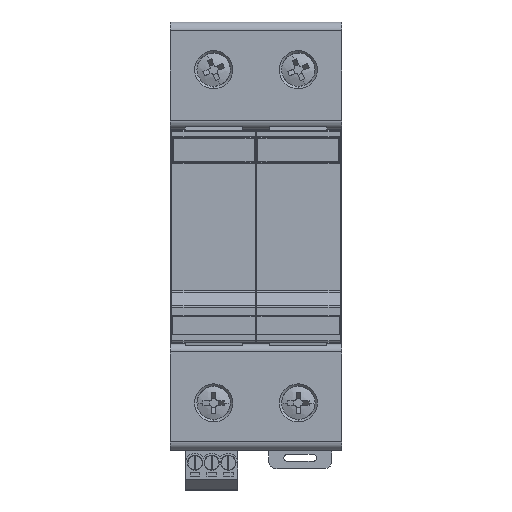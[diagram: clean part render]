
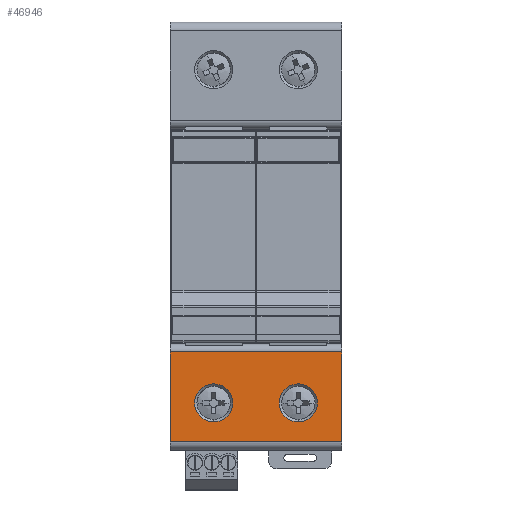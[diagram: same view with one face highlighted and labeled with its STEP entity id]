
A CAD part, top view. The second image highlights one B-rep face of the part: STEP entity #46946.
In plain terms, the highlighted planar face has unit normal (0, 0, 1).
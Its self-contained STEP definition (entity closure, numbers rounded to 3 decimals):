
#2003 = ORIENTED_EDGE ( 'NONE', *, *, #29638, .T. ) ;
#2730 = VECTOR ( 'NONE', #20898, 1000. ) ;
#2850 = DIRECTION ( 'NONE',  ( 0., 0., -1. ) ) ;
#4164 = DIRECTION ( 'NONE',  ( 0., 1., 0. ) ) ;
#5178 = CARTESIAN_POINT ( 'NONE',  ( 18., -43.2, 50.6 ) ) ;
#5922 = EDGE_CURVE ( 'NONE', #19633, #32566, #42882, .T. ) ;
#6121 = PLANE ( 'NONE',  #48267 ) ;
#7365 = VERTEX_POINT ( 'NONE', #42295 ) ;
#8779 = CARTESIAN_POINT ( 'NONE',  ( -8.9, -35., 50.6 ) ) ;
#8892 = CARTESIAN_POINT ( 'NONE',  ( 8.9, -35., 50.6 ) ) ;
#9227 = AXIS2_PLACEMENT_3D ( 'NONE', #8779, #23739, #15706 ) ;
#9638 = CARTESIAN_POINT ( 'NONE',  ( 8.9, -39., 50.6 ) ) ;
#9664 = CARTESIAN_POINT ( 'NONE',  ( 18., -43.2, 50.6 ) ) ;
#10035 = VERTEX_POINT ( 'NONE', #16598 ) ;
#10246 = ORIENTED_EDGE ( 'NONE', *, *, #48075, .T. ) ;
#10733 = CARTESIAN_POINT ( 'NONE',  ( -8.9, -35., 50.6 ) ) ;
#10879 = VERTEX_POINT ( 'NONE', #9638 ) ;
#10958 = CARTESIAN_POINT ( 'NONE',  ( -18., -24.3, 50.6 ) ) ;
#11401 = EDGE_CURVE ( 'NONE', #21720, #19633, #37414, .T. ) ;
#11715 = CIRCLE ( 'NONE', #29636, 4. ) ;
#14265 = DIRECTION ( 'NONE',  ( -1., 0., 0. ) ) ;
#15706 = DIRECTION ( 'NONE',  ( 0., 1., 0. ) ) ;
#15810 = ORIENTED_EDGE ( 'NONE', *, *, #28078, .T. ) ;
#16243 = FACE_BOUND ( 'NONE', #25513, .T. ) ;
#16598 = CARTESIAN_POINT ( 'NONE',  ( -8.9, -39., 50.6 ) ) ;
#17191 = FACE_BOUND ( 'NONE', #42869, .T. ) ;
#17711 = CARTESIAN_POINT ( 'NONE',  ( 18., -43.2, 50.6 ) ) ;
#18803 = DIRECTION ( 'NONE',  ( 0., 1., 0. ) ) ;
#19359 = CARTESIAN_POINT ( 'NONE',  ( 18., -24.3, 50.6 ) ) ;
#19633 = VERTEX_POINT ( 'NONE', #45898 ) ;
#19909 = CIRCLE ( 'NONE', #32384, 4. ) ;
#20107 = EDGE_CURVE ( 'NONE', #32566, #28949, #39220, .T. ) ;
#20161 = DIRECTION ( 'NONE',  ( 0., 1., 0. ) ) ;
#20274 = CARTESIAN_POINT ( 'NONE',  ( 8.9, -31., 50.6 ) ) ;
#20820 = FACE_OUTER_BOUND ( 'NONE', #43342, .T. ) ;
#20898 = DIRECTION ( 'NONE',  ( 0., -1., 0. ) ) ;
#21720 = VERTEX_POINT ( 'NONE', #10958 ) ;
#22738 = EDGE_CURVE ( 'NONE', #28949, #21720, #38443, .T. ) ;
#23739 = DIRECTION ( 'NONE',  ( 0., 0., -1. ) ) ;
#23899 = ORIENTED_EDGE ( 'NONE', *, *, #20107, .F. ) ;
#25362 = EDGE_CURVE ( 'NONE', #10879, #40832, #19909, .T. ) ;
#25513 = EDGE_LOOP ( 'NONE', ( #45743, #15810 ) ) ;
#25750 = DIRECTION ( 'NONE',  ( 0., 0., -1. ) ) ;
#26221 = CARTESIAN_POINT ( 'NONE',  ( 8.9, -35., 50.6 ) ) ;
#26531 = DIRECTION ( 'NONE',  ( 0., 1., 0. ) ) ;
#27038 = AXIS2_PLACEMENT_3D ( 'NONE', #26221, #25750, #4164 ) ;
#27743 = CARTESIAN_POINT ( 'NONE',  ( 18., -43.2, 50.6 ) ) ;
#28078 = EDGE_CURVE ( 'NONE', #40832, #10879, #41086, .T. ) ;
#28949 = VERTEX_POINT ( 'NONE', #40758 ) ;
#29031 = ORIENTED_EDGE ( 'NONE', *, *, #22738, .F. ) ;
#29636 = AXIS2_PLACEMENT_3D ( 'NONE', #10733, #2850, #18803 ) ;
#29638 = EDGE_CURVE ( 'NONE', #7365, #10035, #30330, .T. ) ;
#30330 = CIRCLE ( 'NONE', #9227, 4. ) ;
#30656 = DIRECTION ( 'NONE',  ( 0., 0., -1. ) ) ;
#31614 = ORIENTED_EDGE ( 'NONE', *, *, #11401, .F. ) ;
#32070 = DIRECTION ( 'NONE',  ( 0., 1., 0. ) ) ;
#32384 = AXIS2_PLACEMENT_3D ( 'NONE', #8892, #30656, #20161 ) ;
#32566 = VERTEX_POINT ( 'NONE', #17711 ) ;
#35011 = DIRECTION ( 'NONE',  ( 0., 0., -1. ) ) ;
#37414 = LINE ( 'NONE', #19359, #44405 ) ;
#38443 = LINE ( 'NONE', #42137, #44012 ) ;
#39014 = ORIENTED_EDGE ( 'NONE', *, *, #5922, .F. ) ;
#39220 = LINE ( 'NONE', #9664, #48373 ) ;
#40758 = CARTESIAN_POINT ( 'NONE',  ( -18., -43.2, 50.6 ) ) ;
#40832 = VERTEX_POINT ( 'NONE', #20274 ) ;
#41086 = CIRCLE ( 'NONE', #27038, 4. ) ;
#41343 = DIRECTION ( 'NONE',  ( 1., 0., 0. ) ) ;
#42137 = CARTESIAN_POINT ( 'NONE',  ( -18., -43.2, 50.6 ) ) ;
#42295 = CARTESIAN_POINT ( 'NONE',  ( -8.9, -31., 50.6 ) ) ;
#42869 = EDGE_LOOP ( 'NONE', ( #10246, #2003 ) ) ;
#42882 = LINE ( 'NONE', #27743, #2730 ) ;
#43342 = EDGE_LOOP ( 'NONE', ( #23899, #39014, #31614, #29031 ) ) ;
#44012 = VECTOR ( 'NONE', #26531, 1000. ) ;
#44405 = VECTOR ( 'NONE', #41343, 1000. ) ;
#45743 = ORIENTED_EDGE ( 'NONE', *, *, #25362, .T. ) ;
#45898 = CARTESIAN_POINT ( 'NONE',  ( 18., -24.3, 50.6 ) ) ;
#46946 = ADVANCED_FACE ( 'NONE', ( #17191, #16243, #20820 ), #6121, .F. ) ;
#48075 = EDGE_CURVE ( 'NONE', #10035, #7365, #11715, .T. ) ;
#48267 = AXIS2_PLACEMENT_3D ( 'NONE', #5178, #35011, #32070 ) ;
#48373 = VECTOR ( 'NONE', #14265, 1000. ) ;
